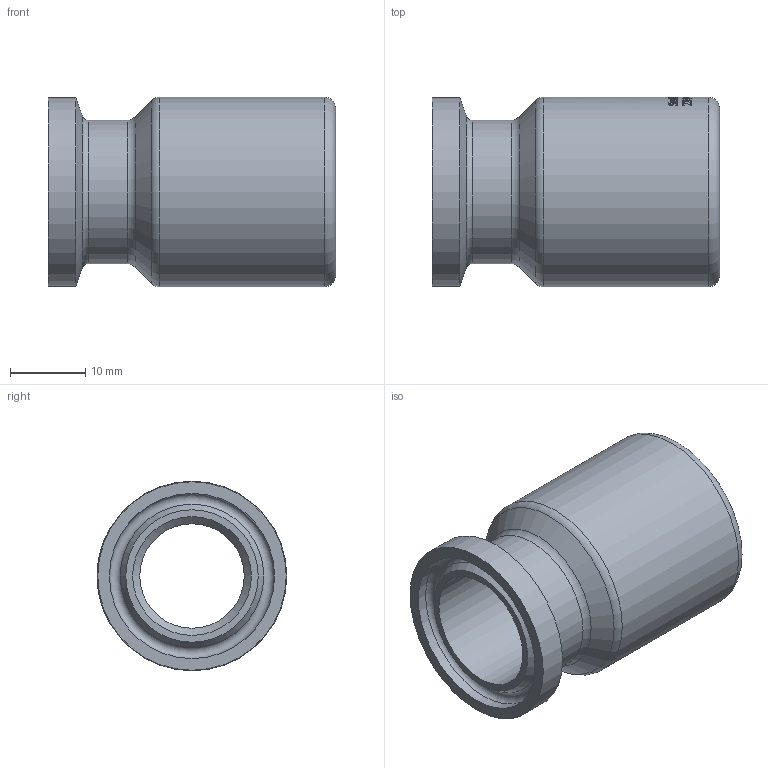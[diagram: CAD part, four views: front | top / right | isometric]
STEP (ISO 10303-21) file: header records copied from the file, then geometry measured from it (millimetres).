
FILE_DESCRIPTION(/* description */ (''),/* implementation_level */ '2;1');
FILE_NAME(/* name */ '22MP-.75X.375.ipt.stp',/* time_stamp */ '2019-08-23T16:29:14-04:00',/* author */ ('Engineering'),/* organization */ (''),/* preprocessor_version */ 'ST-DEVELOPER v15.2',/* originating_system */ 'Autodesk Inventor 2014',/* authorisation */ '');
FILE_SCHEMA (('AUTOMOTIVE_DESIGN { 1 0 10303 214 3 1 1 }'));
Length unit declared in the file: inch
Products named in the file (1): 22MP-.75X.375
Bounding box: 38.1 x 25.15 x 25.15 mm (x, y, z)
Volume: 9854 mm3; surface area: 5568.7 mm2
Topology: 1 solids, 1 shells, 423 faces, 1142 edges, 757 vertices
Faces by surface type: bspline 194, plane 176, cylinder 42, cone 6, torus 5
Full cylindrical faces by diameter (mm): 15.748 x1, 19.05 x1, 21.895 x1, 24.994 x1, 25.146 x1
Entity records: 16628 total; most frequent: CARTESIAN_POINT 7157, ORIENTED_EDGE 2240, DIRECTION 1415, EDGE_CURVE 1120, VERTEX_POINT 753, LINE 507, VECTOR 507, EDGE_LOOP 477
